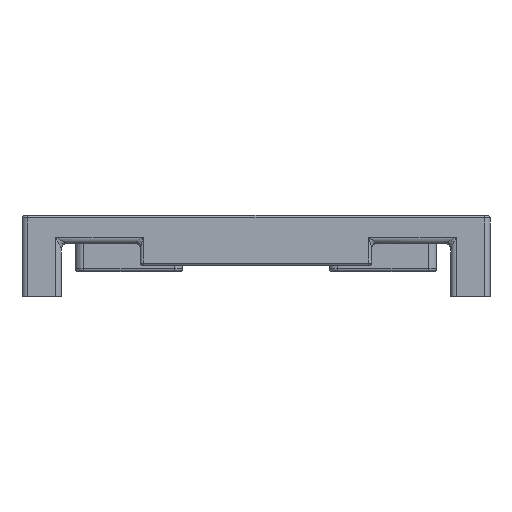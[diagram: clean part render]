
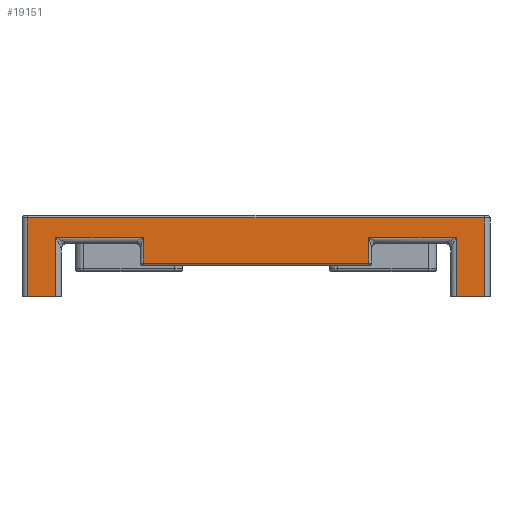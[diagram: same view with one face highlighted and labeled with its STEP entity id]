
A CAD part, front view. The second image highlights one B-rep face of the part: STEP entity #19151.
In plain terms, the highlighted planar face has unit normal (0, -1, 0).
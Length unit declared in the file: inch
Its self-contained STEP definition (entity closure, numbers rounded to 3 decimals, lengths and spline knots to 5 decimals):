
#1919=DIRECTION('',(0.,0.,-1.));
#1920=VECTOR('',#1919,0.17717);
#1921=CARTESIAN_POINT('',(0.7874,-0.82677,
0.03937));
#1922=LINE('',#1921,#1920);
#1923=DIRECTION('',(-1.,0.,0.));
#1924=VECTOR('',#1923,1.5748);
#1925=CARTESIAN_POINT('',(0.7874,-0.82677,
-0.1378));
#1926=LINE('',#1925,#1924);
#1927=DIRECTION('',(0.,0.,1.));
#1928=VECTOR('',#1927,0.17717);
#1929=CARTESIAN_POINT('',(-0.7874,-0.82677,
-0.1378));
#1930=LINE('',#1929,#1928);
#1931=DIRECTION('',(0.,0.,1.));
#1932=VECTOR('',#1931,0.55118);
#1933=CARTESIAN_POINT('',(-1.59449,-0.82677,
-0.37402));
#1934=LINE('',#1933,#1932);
#1935=DIRECTION('',(1.,0.,0.));
#1936=VECTOR('',#1935,3.18898);
#1937=CARTESIAN_POINT('',(-1.59449,-0.82677,
0.17717));
#1938=LINE('',#1937,#1936);
#1939=DIRECTION('',(0.,0.,-1.));
#1940=VECTOR('',#1939,0.55118);
#1941=CARTESIAN_POINT('',(1.59449,-0.82677,
0.17717));
#1942=LINE('',#1941,#1940);
#2004=DIRECTION('',(1.,0.,0.));
#2005=VECTOR('',#2004,0.61024);
#2006=CARTESIAN_POINT('',(-1.39764,-0.82677,
0.03937));
#2007=LINE('',#2006,#2005);
#3298=DIRECTION('',(0.,0.,-1.));
#3299=VECTOR('',#3298,0.41339);
#3300=CARTESIAN_POINT('',(1.39764,-0.82677,
0.03937));
#3301=LINE('',#3300,#3299);
#3346=DIRECTION('',(-1.,0.,0.));
#3347=VECTOR('',#3346,0.19685);
#3348=CARTESIAN_POINT('',(1.59449,-0.82677,
-0.37402));
#3349=LINE('',#3348,#3347);
#3542=DIRECTION('',(-1.,0.,0.));
#3543=VECTOR('',#3542,0.19685);
#3544=CARTESIAN_POINT('',(-1.39764,-0.82677,
-0.37402));
#3545=LINE('',#3544,#3543);
#3583=DIRECTION('',(0.,0.,1.));
#3584=VECTOR('',#3583,0.41339);
#3585=CARTESIAN_POINT('',(-1.39764,-0.82677,
-0.37402));
#3586=LINE('',#3585,#3584);
#6861=DIRECTION('',(1.,0.,0.));
#6862=VECTOR('',#6861,0.61024);
#6863=CARTESIAN_POINT('',(0.7874,-0.82677,
0.03937));
#6864=LINE('',#6863,#6862);
#13542=CARTESIAN_POINT('',(1.59449,-0.82677,
-0.37402));
#13544=VERTEX_POINT('',#13542);
#13553=CARTESIAN_POINT('',(-1.59449,-0.82677,
-0.37402));
#13555=VERTEX_POINT('',#13553);
#13557=CARTESIAN_POINT('',(1.39764,-0.82677,
-0.37402));
#13558=VERTEX_POINT('',#13557);
#13575=CARTESIAN_POINT('',(-1.39764,-0.82677,
-0.37402));
#13576=VERTEX_POINT('',#13575);
#13581=CARTESIAN_POINT('',(1.59449,-0.82677,
0.17717));
#13583=VERTEX_POINT('',#13581);
#13607=CARTESIAN_POINT('',(-1.59449,-0.82677,
0.17717));
#13608=VERTEX_POINT('',#13607);
#13653=CARTESIAN_POINT('',(0.7874,-0.82677,
-0.1378));
#13654=CARTESIAN_POINT('',(-0.7874,-0.82677,
-0.1378));
#13655=VERTEX_POINT('',#13653);
#13656=VERTEX_POINT('',#13654);
#13769=CARTESIAN_POINT('',(1.39764,-0.82677,
0.03937));
#13770=VERTEX_POINT('',#13769);
#13771=CARTESIAN_POINT('',(-1.39764,-0.82677,
0.03937));
#13772=VERTEX_POINT('',#13771);
#13789=CARTESIAN_POINT('',(0.7874,-0.82677,
0.03937));
#13790=VERTEX_POINT('',#13789);
#13791=CARTESIAN_POINT('',(-0.7874,-0.82677,
0.03937));
#13792=VERTEX_POINT('',#13791);
#19121=CARTESIAN_POINT('',(-1.63386,-0.82677,0.));
#19122=DIRECTION('',(0.,-1.,0.));
#19123=DIRECTION('',(1.,0.,0.));
#19124=AXIS2_PLACEMENT_3D('',#19121,#19122,#19123);
#19125=PLANE('',#19124);
#19126=ORIENTED_EDGE('',*,*,#19111,.T.);
#19128=ORIENTED_EDGE('',*,*,#19127,.T.);
#19130=ORIENTED_EDGE('',*,*,#19129,.T.);
#19132=ORIENTED_EDGE('',*,*,#19131,.F.);
#19134=ORIENTED_EDGE('',*,*,#19133,.F.);
#19136=ORIENTED_EDGE('',*,*,#19135,.T.);
#19138=ORIENTED_EDGE('',*,*,#19137,.T.);
#19140=ORIENTED_EDGE('',*,*,#19139,.T.);
#19142=ORIENTED_EDGE('',*,*,#19141,.T.);
#19144=ORIENTED_EDGE('',*,*,#19143,.T.);
#19146=ORIENTED_EDGE('',*,*,#19145,.F.);
#19148=ORIENTED_EDGE('',*,*,#19147,.F.);
#19149=EDGE_LOOP('',(#19126,#19128,#19130,#19132,#19134,#19136,#19138,#19140,
#19142,#19144,#19146,#19148));
#19150=FACE_OUTER_BOUND('',#19149,.F.);
#19151=ADVANCED_FACE('',(#19150),#19125,.T.);
#19111=EDGE_CURVE('',#13790,#13655,#1922,.T.);
#19127=EDGE_CURVE('',#13655,#13656,#1926,.T.);
#19129=EDGE_CURVE('',#13656,#13792,#1930,.T.);
#19131=EDGE_CURVE('',#13772,#13792,#2007,.T.);
#19133=EDGE_CURVE('',#13576,#13772,#3586,.T.);
#19135=EDGE_CURVE('',#13576,#13555,#3545,.T.);
#19137=EDGE_CURVE('',#13555,#13608,#1934,.T.);
#19139=EDGE_CURVE('',#13608,#13583,#1938,.T.);
#19141=EDGE_CURVE('',#13583,#13544,#1942,.T.);
#19143=EDGE_CURVE('',#13544,#13558,#3349,.T.);
#19145=EDGE_CURVE('',#13770,#13558,#3301,.T.);
#19147=EDGE_CURVE('',#13790,#13770,#6864,.T.);
